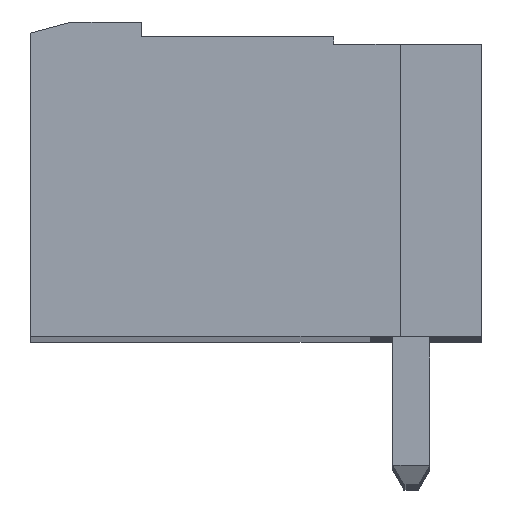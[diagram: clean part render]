
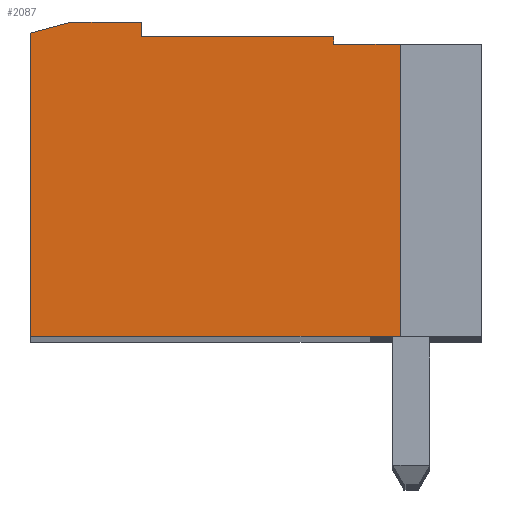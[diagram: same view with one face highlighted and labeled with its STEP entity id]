
A CAD part, top view. The second image highlights one B-rep face of the part: STEP entity #2087.
In plain terms, the highlighted planar face has unit normal (0, 0, 1).
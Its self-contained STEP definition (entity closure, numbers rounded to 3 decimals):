
#2087 = ADVANCED_FACE( '', ( #4628 ), #4629, .T. );
#4628 = FACE_OUTER_BOUND( '', #7638, .T. );
#4629 = PLANE( '', #7639 );
#7638 = EDGE_LOOP( '', ( #13997, #13998, #13999, #14000, #14001, #14002, #14003, #14004, #14005 ) );
#7639 = AXIS2_PLACEMENT_3D( '', #14006, #14007, #14008 );
#13997 = ORIENTED_EDGE( '', *, *, #20363, .F. );
#13998 = ORIENTED_EDGE( '', *, *, #18550, .F. );
#13999 = ORIENTED_EDGE( '', *, *, #18446, .F. );
#14000 = ORIENTED_EDGE( '', *, *, #20456, .F. );
#14001 = ORIENTED_EDGE( '', *, *, #17892, .F. );
#14002 = ORIENTED_EDGE( '', *, *, #18699, .F. );
#14003 = ORIENTED_EDGE( '', *, *, #20457, .F. );
#14004 = ORIENTED_EDGE( '', *, *, #18048, .F. );
#14005 = ORIENTED_EDGE( '', *, *, #20458, .F. );
#14006 = CARTESIAN_POINT( '', ( 204.225, 204.11, 77.2 ) );
#14007 = DIRECTION( '', ( 0., 0., 1. ) );
#14008 = DIRECTION( '', ( 0., 1., 0. ) );
#17892 = EDGE_CURVE( '', #21388, #21383, #21390, .T. );
#18048 = EDGE_CURVE( '', #21666, #21661, #21668, .T. );
#18446 = EDGE_CURVE( '', #22372, #22374, #22375, .T. );
#18550 = EDGE_CURVE( '', #22374, #22568, #22569, .T. );
#18699 = EDGE_CURVE( '', #22810, #21388, #22812, .T. );
#20363 = EDGE_CURVE( '', #22568, #25196, #25313, .T. );
#20456 = EDGE_CURVE( '', #21383, #22372, #25428, .T. );
#20457 = EDGE_CURVE( '', #21661, #22810, #25429, .T. );
#20458 = EDGE_CURVE( '', #25196, #21666, #25430, .T. );
#21383 = VERTEX_POINT( '', #26493 );
#21388 = VERTEX_POINT( '', #26500 );
#21390 = LINE( '', #26503, #26504 );
#21661 = VERTEX_POINT( '', #26895 );
#21666 = VERTEX_POINT( '', #26902 );
#21668 = LINE( '', #26905, #26906 );
#22372 = VERTEX_POINT( '', #27935 );
#22374 = VERTEX_POINT( '', #27938 );
#22375 = LINE( '', #27939, #27940 );
#22568 = VERTEX_POINT( '', #28232 );
#22569 = LINE( '', #28233, #28234 );
#22810 = VERTEX_POINT( '', #28586 );
#22812 = LINE( '', #28589, #28590 );
#25196 = VERTEX_POINT( '', #32158 );
#25313 = LINE( '', #32350, #32351 );
#25428 = LINE( '', #32524, #32525 );
#25429 = LINE( '', #32526, #32527 );
#25430 = LINE( '', #32528, #32529 );
#26493 = CARTESIAN_POINT( '', ( 202.425, 204.31, 77.2 ) );
#26500 = CARTESIAN_POINT( '', ( 197.225, 204.31, 77.2 ) );
#26503 = CARTESIAN_POINT( '', ( 202.425, 204.31, 77.2 ) );
#26504 = VECTOR( '', #34021, 1000. );
#26895 = CARTESIAN_POINT( '', ( 195.345, 204.71, 77.2 ) );
#26902 = CARTESIAN_POINT( '', ( 194.225, 204.41, 77.2 ) );
#26905 = CARTESIAN_POINT( '', ( 195.345, 204.71, 77.2 ) );
#26906 = VECTOR( '', #34169, 1000. );
#27935 = CARTESIAN_POINT( '', ( 202.425, 204.11, 77.2 ) );
#27938 = CARTESIAN_POINT( '', ( 204.225, 204.11, 77.2 ) );
#27939 = CARTESIAN_POINT( '', ( 204.225, 204.11, 77.2 ) );
#27940 = VECTOR( '', #34514, 1000. );
#28232 = CARTESIAN_POINT( '', ( 204.225, 196.21, 77.2 ) );
#28233 = CARTESIAN_POINT( '', ( 204.225, 196.21, 77.2 ) );
#28234 = VECTOR( '', #34614, 1000. );
#28586 = CARTESIAN_POINT( '', ( 197.225, 204.71, 77.2 ) );
#28589 = CARTESIAN_POINT( '', ( 197.225, 204.31, 77.2 ) );
#28590 = VECTOR( '', #34745, 1000. );
#32158 = CARTESIAN_POINT( '', ( 194.225, 196.21, 77.2 ) );
#32350 = CARTESIAN_POINT( '', ( 194.225, 196.21, 77.2 ) );
#32351 = VECTOR( '', #36119, 1000. );
#32524 = CARTESIAN_POINT( '', ( 202.425, 204.11, 77.2 ) );
#32525 = VECTOR( '', #36190, 1000. );
#32526 = CARTESIAN_POINT( '', ( 197.225, 204.71, 77.2 ) );
#32527 = VECTOR( '', #36191, 1000. );
#32528 = CARTESIAN_POINT( '', ( 194.225, 204.41, 77.2 ) );
#32529 = VECTOR( '', #36192, 1000. );
#34021 = DIRECTION( '', ( 1., 0., 0. ) );
#34169 = DIRECTION( '', ( 0.966, 0.259, 0. ) );
#34514 = DIRECTION( '', ( 1., 0., 0. ) );
#34614 = DIRECTION( '', ( 0., -1., 0. ) );
#34745 = DIRECTION( '', ( 0., -1., 0. ) );
#36119 = DIRECTION( '', ( -1., 0., 0. ) );
#36190 = DIRECTION( '', ( 0., -1., 0. ) );
#36191 = DIRECTION( '', ( 1., 0., 0. ) );
#36192 = DIRECTION( '', ( 0., 1., 0. ) );
